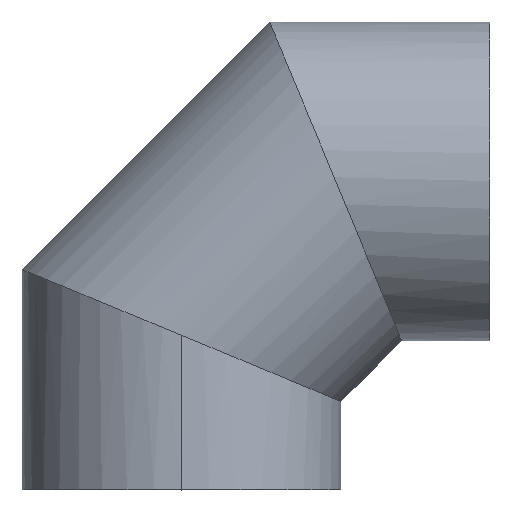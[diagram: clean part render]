
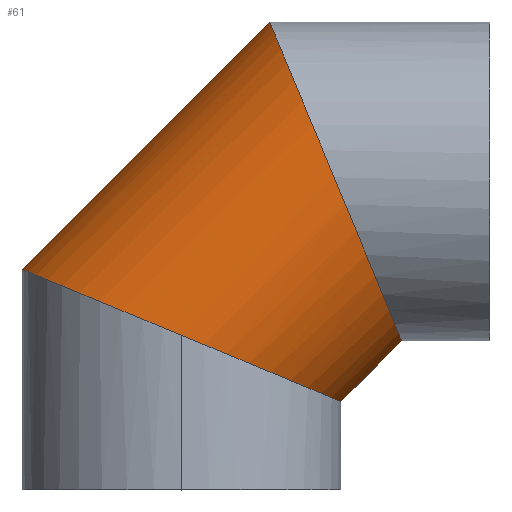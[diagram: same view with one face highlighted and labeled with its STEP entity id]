
A CAD part, top view. The second image highlights one B-rep face of the part: STEP entity #61.
In plain terms, the highlighted cylindrical face has radius 157.48 mm (diameter 314.96 mm), a partial arc.
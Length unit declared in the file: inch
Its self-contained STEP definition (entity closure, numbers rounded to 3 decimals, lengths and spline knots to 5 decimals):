
#8 = EDGE_CURVE ( 'NONE', #327, #363, #156, .T. ) ;
#20 = CARTESIAN_POINT ( 'NONE',  ( 6.2, 3.43188, 0. ) ) ;
#25 = CARTESIAN_POINT ( 'NONE',  ( 6.2, 3.43188, 3.63188 ) ) ;
#35 = ORIENTED_EDGE ( 'NONE', *, *, #218, .F. ) ;
#50 = EDGE_CURVE ( 'NONE', #372, #400, #241, .T. ) ;
#61 = ADVANCED_FACE ( 'NONE', ( #89 ), #315, .T. ) ;
#70 = VECTOR ( 'NONE', #105, 39.37008 ) ;
#83 = CARTESIAN_POINT ( 'NONE',  ( 4.38406, 1.61594, 0. ) ) ;
#89 = FACE_OUTER_BOUND ( 'NONE', #211, .T. ) ;
#93 = CARTESIAN_POINT ( 'NONE',  ( -6.2, 8.56812, 0. ) ) ;
#96 = CARTESIAN_POINT ( 'NONE',  ( -4.38406, 10.38406, 0. ) ) ;
#105 = DIRECTION ( 'NONE',  ( 0.707, 0.707, 0. ) ) ;
#110 = CARTESIAN_POINT ( 'NONE',  ( 3.43188, 18.2, 0. ) ) ;
#114 = CARTESIAN_POINT ( 'NONE',  ( 3.43188, 18.2, 12.4 ) ) ;
#115 = DIRECTION ( 'NONE',  ( 0.707, 0.707, 0. ) ) ;
#119 = ORIENTED_EDGE ( 'NONE', *, *, #8, .T. ) ;
#120 = CARTESIAN_POINT ( 'NONE',  ( 8.56812, 5.8, 0. ) ) ;
#125 = CARTESIAN_POINT ( 'NONE',  ( 8.56812, 5.8, 12.4 ) ) ;
#138 = ORIENTED_EDGE ( 'NONE', *, *, #382, .T. ) ;
#152 = VERTEX_POINT ( 'NONE', #185 ) ;
#156 = LINE ( 'NONE', #83, #70 ) ;
#185 = CARTESIAN_POINT ( 'NONE',  ( 3.43188, 18.2, 0. ) ) ;
#187 = CARTESIAN_POINT ( 'NONE',  ( 3.63188, 4.49563, 6.2 ) ) ;
#189 = EDGE_CURVE ( 'NONE', #363, #152, #226, .T. ) ;
#211 = EDGE_LOOP ( 'NONE', ( #417, #138, #119, #243, #35 ) ) ;
#214 = CARTESIAN_POINT ( 'NONE',  ( 8.56812, 5.8, 0. ) ) ;
#218 = EDGE_CURVE ( 'NONE', #372, #152, #423, .T. ) ;
#226 =( BOUNDED_CURVE ( )  B_SPLINE_CURVE ( 3, ( #120, #125, #114, #110 ),
 .UNSPECIFIED., .F., .F. ) 
 B_SPLINE_CURVE_WITH_KNOTS ( ( 4, 4 ),
 ( 3.14159, 6.28319 ),
 .UNSPECIFIED. ) 
 CURVE ( )  GEOMETRIC_REPRESENTATION_ITEM ( )  RATIONAL_B_SPLINE_CURVE ( ( 1., 0.333, 0.333, 1. ) ) 
 REPRESENTATION_ITEM ( '' )  );
#241 =( BOUNDED_CURVE ( )  B_SPLINE_CURVE ( 3, ( #325, #276, #392, #407 ),
 .UNSPECIFIED., .F., .T. ) 
 B_SPLINE_CURVE_WITH_KNOTS ( ( 4, 4 ),
 ( 3.14159, 4.71239 ),
 .UNSPECIFIED. ) 
 CURVE ( )  GEOMETRIC_REPRESENTATION_ITEM ( )  RATIONAL_B_SPLINE_CURVE ( ( 1., 0.805, 0.805, 1. ) ) 
 REPRESENTATION_ITEM ( '' )  );
#243 = ORIENTED_EDGE ( 'NONE', *, *, #189, .T. ) ;
#249 = CARTESIAN_POINT ( 'NONE',  ( 0., 6., 6.2 ) ) ;
#253 = DIRECTION ( 'NONE',  ( -0.707, 0.707, 0. ) ) ;
#267 = DIRECTION ( 'NONE',  ( 0.707, 0.707, 0. ) ) ;
#276 = CARTESIAN_POINT ( 'NONE',  ( -6.2, 8.56812, 3.63188 ) ) ;
#299 = CARTESIAN_POINT ( 'NONE',  ( 0., 6., 0. ) ) ;
#315 = CYLINDRICAL_SURFACE ( 'NONE', #416, 6.2 ) ;
#325 = CARTESIAN_POINT ( 'NONE',  ( -6.2, 8.56812, 0. ) ) ;
#327 = VERTEX_POINT ( 'NONE', #443 ) ;
#359 =( BOUNDED_CURVE ( )  B_SPLINE_CURVE ( 3, ( #419, #187, #25, #20 ),
 .UNSPECIFIED., .F., .F. ) 
 B_SPLINE_CURVE_WITH_KNOTS ( ( 4, 4 ),
 ( 4.71239, 6.28319 ),
 .UNSPECIFIED. ) 
 CURVE ( )  GEOMETRIC_REPRESENTATION_ITEM ( )  RATIONAL_B_SPLINE_CURVE ( ( 1., 0.805, 0.805, 1. ) ) 
 REPRESENTATION_ITEM ( '' )  );
#363 = VERTEX_POINT ( 'NONE', #214 ) ;
#367 = VECTOR ( 'NONE', #115, 39.37008 ) ;
#372 = VERTEX_POINT ( 'NONE', #93 ) ;
#382 = EDGE_CURVE ( 'NONE', #400, #327, #359, .T. ) ;
#392 = CARTESIAN_POINT ( 'NONE',  ( -3.63188, 7.50437, 6.2 ) ) ;
#400 = VERTEX_POINT ( 'NONE', #249 ) ;
#407 = CARTESIAN_POINT ( 'NONE',  ( 0., 6., 6.2 ) ) ;
#416 = AXIS2_PLACEMENT_3D ( 'NONE', #299, #267, #253 ) ;
#417 = ORIENTED_EDGE ( 'NONE', *, *, #50, .T. ) ;
#419 = CARTESIAN_POINT ( 'NONE',  ( 0., 6., 6.2 ) ) ;
#423 = LINE ( 'NONE', #96, #367 ) ;
#443 = CARTESIAN_POINT ( 'NONE',  ( 6.2, 3.43188, 0. ) ) ;
